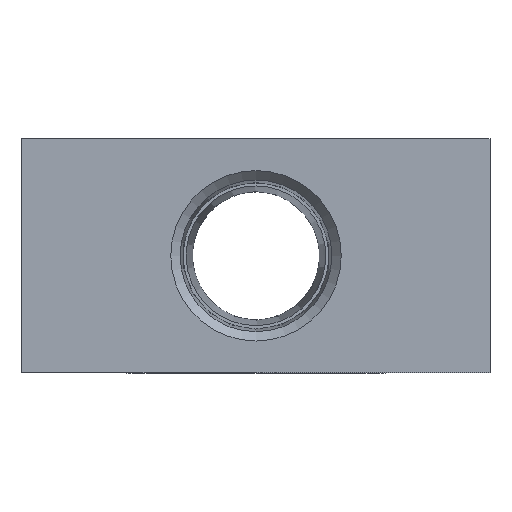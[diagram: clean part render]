
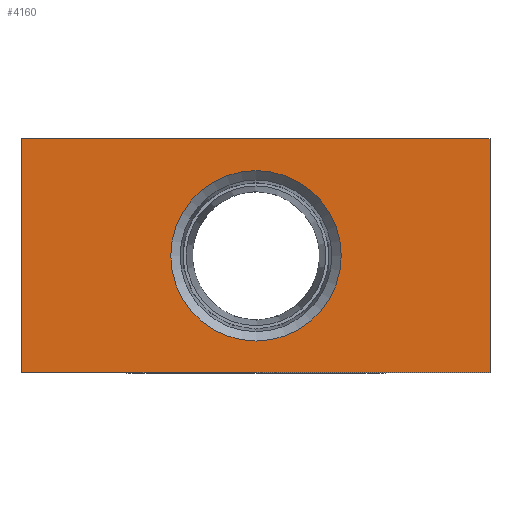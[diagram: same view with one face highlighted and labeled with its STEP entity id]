
A CAD part, front view. The second image highlights one B-rep face of the part: STEP entity #4160.
In plain terms, the highlighted planar face has unit normal (0, -1, 0).
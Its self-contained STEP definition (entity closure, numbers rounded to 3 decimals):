
#308=LINE('',#5930,#676);
#311=LINE('',#5939,#679);
#317=LINE('',#5950,#685);
#319=LINE('',#5953,#687);
#676=VECTOR('',#4892,1000.);
#679=VECTOR('',#4905,1000.);
#685=VECTOR('',#4913,1000.);
#687=VECTOR('',#4917,1000.);
#857=PLANE('',#4348);
#1392=ORIENTED_EDGE('',*,*,#2105,.T.);
#1393=ORIENTED_EDGE('',*,*,#2078,.F.);
#1394=ORIENTED_EDGE('',*,*,#2075,.F.);
#1395=ORIENTED_EDGE('',*,*,#2084,.F.);
#1396=ORIENTED_EDGE('',*,*,#2086,.F.);
#2075=EDGE_CURVE('',#2434,#2435,#308,.T.);
#2078=EDGE_CURVE('',#2435,#2436,#311,.T.);
#2084=EDGE_CURVE('',#2439,#2434,#317,.T.);
#2086=EDGE_CURVE('',#2436,#2439,#319,.T.);
#2105=EDGE_CURVE('',#2447,#2447,#2505,.T.);
#2434=VERTEX_POINT('',#5929);
#2435=VERTEX_POINT('',#5931);
#2436=VERTEX_POINT('',#5940);
#2439=VERTEX_POINT('',#5949);
#2447=VERTEX_POINT('',#5987);
#2505=CIRCLE('',#4349,11.288);
#2607=EDGE_LOOP('',(#1392));
#2608=EDGE_LOOP('',(#1393,#1394,#1395,#1396));
#2807=FACE_BOUND('',#2607,.T.);
#2808=FACE_BOUND('',#2608,.T.);
#4160=ADVANCED_FACE('',(#2807,#2808),#857,.F.);
#4348=AXIS2_PLACEMENT_3D('',#5985,#4949,#4950);
#4349=AXIS2_PLACEMENT_3D('',#5986,#4951,#4952);
#4892=DIRECTION('',(-1.,0.,0.));
#4905=DIRECTION('',(0.,0.,1.));
#4913=DIRECTION('',(0.,0.,-1.));
#4917=DIRECTION('',(1.,0.,0.));
#4949=DIRECTION('',(0.,1.,0.));
#4950=DIRECTION('',(0.,0.,1.));
#4951=DIRECTION('',(0.,1.,0.));
#4952=DIRECTION('',(0.,0.,1.));
#5929=CARTESIAN_POINT('',(31.,0.,-15.5));
#5930=CARTESIAN_POINT('',(31.,0.,-15.5));
#5931=CARTESIAN_POINT('',(-31.,0.,-15.5));
#5939=CARTESIAN_POINT('',(-31.,0.,-15.5));
#5940=CARTESIAN_POINT('',(-31.,0.,15.5));
#5949=CARTESIAN_POINT('',(31.,0.,15.5));
#5950=CARTESIAN_POINT('',(31.,0.,15.5));
#5953=CARTESIAN_POINT('',(-31.,0.,15.5));
#5985=CARTESIAN_POINT('',(0.,0.,0.));
#5986=CARTESIAN_POINT('',(0.,0.,0.));
#5987=CARTESIAN_POINT('',(0.,0.,11.288));
